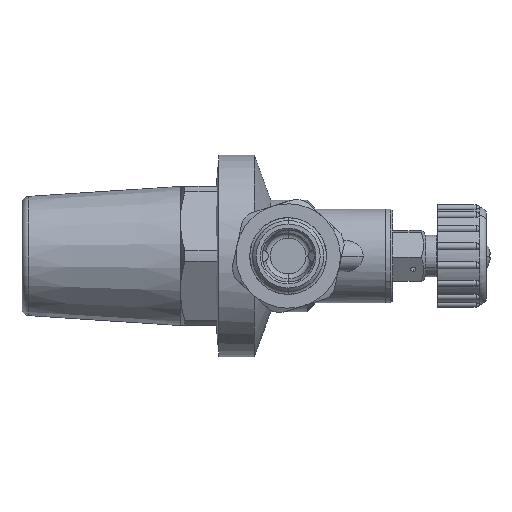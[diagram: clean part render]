
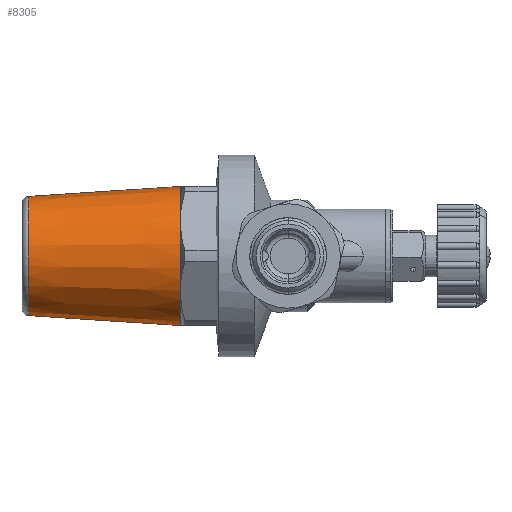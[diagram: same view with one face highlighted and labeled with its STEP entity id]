
A CAD part, left-side view. The second image highlights one B-rep face of the part: STEP entity #8305.
In plain terms, the highlighted conical face has half-angle 3.772 degrees and reference radius 20 mm.
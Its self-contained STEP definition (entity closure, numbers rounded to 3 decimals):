
#1043 = CIRCLE ( 'NONE', #13800, 20. ) ;
#1691 = CARTESIAN_POINT ( 'NONE',  ( 0., 25., 0. ) ) ;
#1696 = EDGE_CURVE ( 'NONE', #12268, #17504, #5900, .T. ) ;
#3336 = VERTEX_POINT ( 'NONE', #5581 ) ;
#3661 = LINE ( 'NONE', #14426, #12205 ) ;
#4156 = CARTESIAN_POINT ( 'NONE',  ( 0., 25., 20. ) ) ;
#4390 = EDGE_CURVE ( 'NONE', #12268, #9454, #17104, .T. ) ;
#4611 = DIRECTION ( 'NONE',  ( 0., -1., 0. ) ) ;
#4998 = EDGE_CURVE ( 'NONE', #13175, #3336, #9451, .T. ) ;
#5410 = ORIENTED_EDGE ( 'NONE', *, *, #4390, .F. ) ;
#5562 = CONICAL_SURFACE ( 'NONE', #17414, 20., 0.066 ) ;
#5581 = CARTESIAN_POINT ( 'NONE',  ( -17.321, 25., -10. ) ) ;
#5822 = DIRECTION ( 'NONE',  ( 0., -0.998, -0.066 ) ) ;
#5900 = CIRCLE ( 'NONE', #6838, 17.123 ) ;
#6406 = CARTESIAN_POINT ( 'NONE',  ( 0., 25., -20. ) ) ;
#6838 = AXIS2_PLACEMENT_3D ( 'NONE', #16043, #10665, #10011 ) ;
#7210 = EDGE_CURVE ( 'NONE', #9454, #13175, #1043, .T. ) ;
#7295 = CARTESIAN_POINT ( 'NONE',  ( 0., 25., 0. ) ) ;
#7492 = DIRECTION ( 'NONE',  ( 0., 0., -1. ) ) ;
#7890 = ORIENTED_EDGE ( 'NONE', *, *, #7210, .F. ) ;
#7929 = CARTESIAN_POINT ( 'NONE',  ( 0., 25., 0. ) ) ;
#8080 = AXIS2_PLACEMENT_3D ( 'NONE', #7295, #17342, #8765 ) ;
#8305 = ADVANCED_FACE ( 'NONE', ( #13638 ), #5562, .T. ) ;
#8537 = CARTESIAN_POINT ( 'NONE',  ( 0., 25., 0. ) ) ;
#8702 = EDGE_CURVE ( 'NONE', #3336, #17287, #15434, .T. ) ;
#8765 = DIRECTION ( 'NONE',  ( 0., 0., -1. ) ) ;
#9351 = DIRECTION ( 'NONE',  ( 0., 0., -1. ) ) ;
#9451 = CIRCLE ( 'NONE', #9926, 20. ) ;
#9454 = VERTEX_POINT ( 'NONE', #12208 ) ;
#9926 = AXIS2_PLACEMENT_3D ( 'NONE', #8537, #18564, #9949 ) ;
#9949 = DIRECTION ( 'NONE',  ( 0., 0., -1. ) ) ;
#10011 = DIRECTION ( 'NONE',  ( 0., 0., -1. ) ) ;
#10352 = CARTESIAN_POINT ( 'NONE',  ( -17.321, 25., 10. ) ) ;
#10665 = DIRECTION ( 'NONE',  ( 0., -1., 0. ) ) ;
#11206 = EDGE_LOOP ( 'NONE', ( #5410, #16849, #13876, #16118, #12740, #7890 ) ) ;
#12205 = VECTOR ( 'NONE', #5822, 1000. ) ;
#12208 = CARTESIAN_POINT ( 'NONE',  ( 0., 25., 20. ) ) ;
#12268 = VERTEX_POINT ( 'NONE', #14298 ) ;
#12337 = EDGE_CURVE ( 'NONE', #17504, #17287, #3661, .T. ) ;
#12740 = ORIENTED_EDGE ( 'NONE', *, *, #4998, .F. ) ;
#12814 = DIRECTION ( 'NONE',  ( 0., -0.998, 0.066 ) ) ;
#13175 = VERTEX_POINT ( 'NONE', #10352 ) ;
#13275 = VECTOR ( 'NONE', #12814, 1000. ) ;
#13638 = FACE_OUTER_BOUND ( 'NONE', #11206, .T. ) ;
#13800 = AXIS2_PLACEMENT_3D ( 'NONE', #7929, #17947, #9351 ) ;
#13876 = ORIENTED_EDGE ( 'NONE', *, *, #12337, .T. ) ;
#14298 = CARTESIAN_POINT ( 'NONE',  ( 0., 68.632, 17.123 ) ) ;
#14426 = CARTESIAN_POINT ( 'NONE',  ( 0., 25., -20. ) ) ;
#15434 = CIRCLE ( 'NONE', #8080, 20. ) ;
#15528 = CARTESIAN_POINT ( 'NONE',  ( 0., 68.632, -17.123 ) ) ;
#16043 = CARTESIAN_POINT ( 'NONE',  ( 0., 68.632, 0. ) ) ;
#16118 = ORIENTED_EDGE ( 'NONE', *, *, #8702, .F. ) ;
#16849 = ORIENTED_EDGE ( 'NONE', *, *, #1696, .T. ) ;
#17104 = LINE ( 'NONE', #4156, #13275 ) ;
#17287 = VERTEX_POINT ( 'NONE', #6406 ) ;
#17342 = DIRECTION ( 'NONE',  ( 0., -1., 0. ) ) ;
#17414 = AXIS2_PLACEMENT_3D ( 'NONE', #1691, #4611, #7492 ) ;
#17504 = VERTEX_POINT ( 'NONE', #15528 ) ;
#17947 = DIRECTION ( 'NONE',  ( 0., -1., 0. ) ) ;
#18564 = DIRECTION ( 'NONE',  ( 0., -1., 0. ) ) ;
